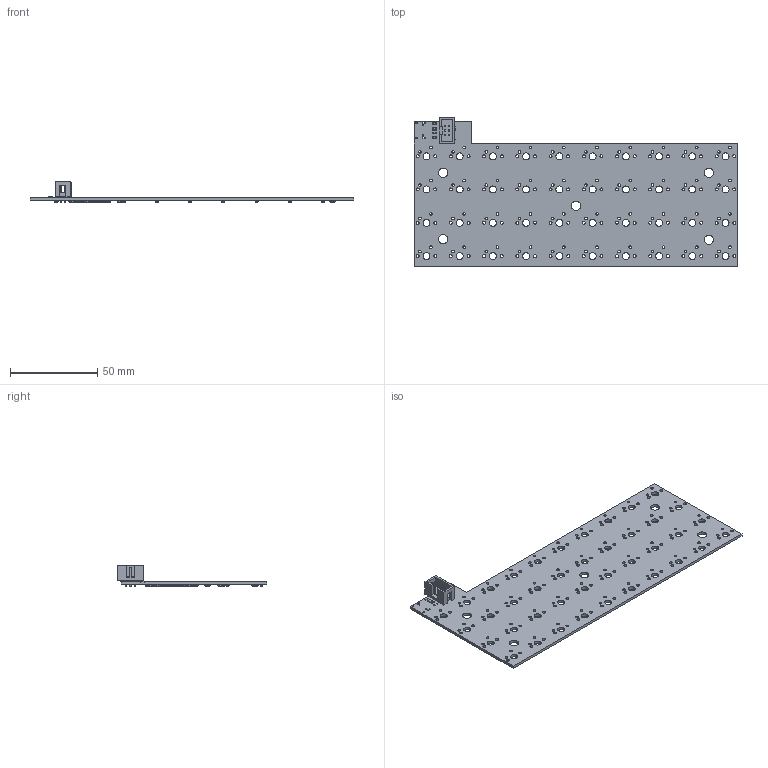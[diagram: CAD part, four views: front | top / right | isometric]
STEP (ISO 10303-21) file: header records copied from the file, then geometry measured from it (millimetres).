
FILE_DESCRIPTION(('KiCad electronic assembly'),'2;1');
FILE_NAME('macropad.step','2025-05-04T01:38:17',('Pcbnew'),('Kicad'), 'Open CASCADE STEP processor 7.6','KiCad to STEP converter','Unknown' );
FILE_SCHEMA(('AUTOMOTIVE_DESIGN { 1 0 10303 214 1 1 1 1 }'));
Length unit declared in the file: millimetre
Products named in the file (14): macropad 1; C_0805_2012Metric; IDC-Header_2x03_P2.54mm_Vertical; IDC_Header_2x03_P254mm_Vertical; R_0805_2012Metric; D_SOD-123; D_SOD_123; TQFP-44_10x10mm_P0.8mm; TQFP_44_10x10mm_P08mm; Crystal_SMD_3225-4Pin_3.2x2.5mm_HandSoldering; macropad_PCB
Assembly tree (64 placements, depth 3):
  macropad 1
    C_0805_2012Metric  x8
      C_0805_2012Metric
    IDC-Header_2x03_P2.54mm_Vertical
      IDC_Header_2x03_P254mm_Vertical
    R_0805_2012Metric  x6
      R_0805_2012Metric
    D_SOD-123  x40
      D_SOD_123
    TQFP-44_10x10mm_P0.8mm
      TQFP_44_10x10mm_P08mm
    Crystal_SMD_3225-4Pin_3.2x2.5mm_HandSoldering
      Crystal_SMD_3225-4Pin_3.2x2.5mm_HandSoldering
    macropad_PCB
Bounding box: 185.6 x 85.84 x 12.1 mm (x, y, z)
Volume: 21058.2 mm3; surface area: 30609 mm2
Topology: 58 solids, 58 shells, 4181 faces, 10262 edges, 6270 vertices
Faces by surface type: plane 2182, bspline 1116, cylinder 883
Full cylindrical faces by diameter (mm): 0.5 x1, 0.65 x2, 1 x12, 1.5 x80, 1.7 x80, 4 x40, 5.3 x5
Entity records: 49395 total; most frequent: CARTESIAN_POINT 9592, ORIENTED_EDGE 6668, DIRECTION 6556, EDGE_CURVE 3334, LINE 2346, VECTOR 2346, VERTEX_POINT 2126, AXIS2_PLACEMENT_3D 2105
